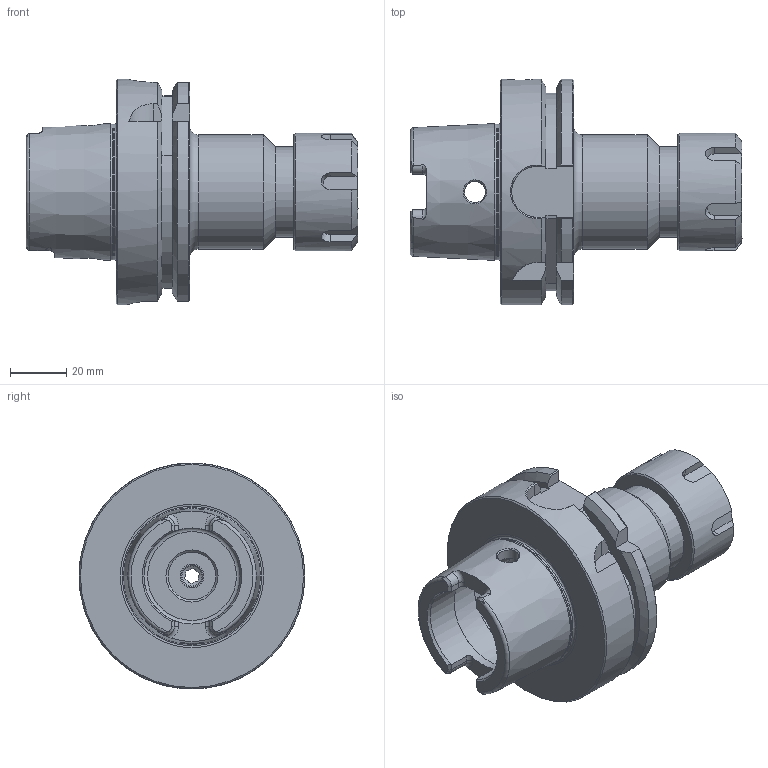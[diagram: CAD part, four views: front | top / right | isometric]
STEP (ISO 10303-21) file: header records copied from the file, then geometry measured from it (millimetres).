
FILE_DESCRIPTION((''),'2;1');
FILE_NAME('H63-25ER327.stp','2014-08-22T10:52:59',('kaykin'),(''),'Autodesk Inventor 2012','Autodesk Inventor 2012','');
FILE_SCHEMA(('AUTOMOTIVE_DESIGN { 1 0 10303 214 1 1 1 1 }'));
Length unit declared in the file: inch
Products named in the file (5): H63-25ER327; H63-25ER3-1; BS-11; 25ERPN
Assembly tree (4 placements, depth 3):
  H63-25ER327
    H63-25ER3-1
      H63-25ER3-1
      BS-11
    25ERPN
Bounding box: 117.57 x 80 x 80 mm (x, y, z)
Volume: 181661.4 mm3; surface area: 43829.6 mm2
Topology: 3 solids, 3 shells, 206 faces, 514 edges, 321 vertices
Faces by surface type: plane 86, cone 46, cylinder 45, torus 18, bspline 11
Full cylindrical faces by diameter (mm): 7.112 x1, 7.5 x2, 8.4 x1, 10 x1, 15.113 x2, 15.748 x1, 16.916 x1, 17.297 x1, 18.034 x1, 19.016 x1, 20.599 x1, 24.13 x1, 26.086 x1, 30.912 x1, 32 x1, 32.512 x1, 34 x2, 40 x1, 40.513 x1, 41.732 x1, 48.041 x1, 80 x1
Entity records: 6970 total; most frequent: CARTESIAN_POINT 2298, ORIENTED_EDGE 880, DIRECTION 864, EDGE_CURVE 440, AXIS2_PLACEMENT_3D 354, VERTEX_POINT 310, EDGE_LOOP 286, FACE_OUTER_BOUND 206
